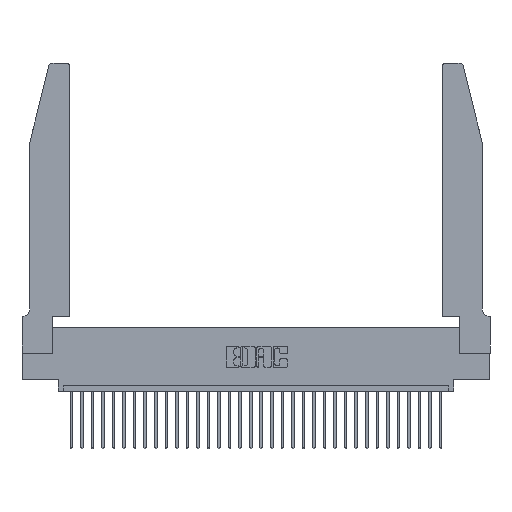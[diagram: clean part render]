
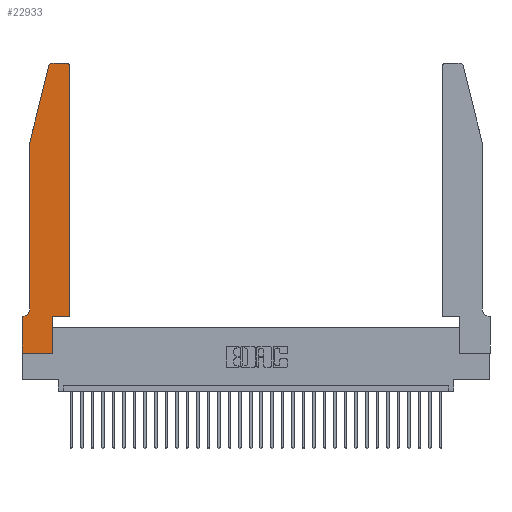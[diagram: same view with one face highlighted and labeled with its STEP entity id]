
A CAD part, top view. The second image highlights one B-rep face of the part: STEP entity #22933.
In plain terms, the highlighted planar face has unit normal (0, 0, 1).
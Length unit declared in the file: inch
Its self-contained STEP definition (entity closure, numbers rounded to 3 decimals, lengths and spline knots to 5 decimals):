
#247 = CARTESIAN_POINT ( 'NONE',  ( 0.25487, 2.72718, 0.37 ) ) ;
#813 = VERTEX_POINT ( 'NONE', #11630 ) ;
#1022 = DIRECTION ( 'NONE',  ( -1., 0., 0. ) ) ;
#1612 = DIRECTION ( 'NONE',  ( 1., 0., 0. ) ) ;
#1716 = CARTESIAN_POINT ( 'NONE',  ( 0., 0., 0.37 ) ) ;
#1896 = ORIENTED_EDGE ( 'NONE', *, *, #16164, .T. ) ;
#2788 = VERTEX_POINT ( 'NONE', #32743 ) ;
#2948 = VECTOR ( 'NONE', #31725, 39.37008 ) ;
#3244 = DIRECTION ( 'NONE',  ( -0.239, -0.971, 0. ) ) ;
#3307 = LINE ( 'NONE', #11109, #9778 ) ;
#3603 = EDGE_CURVE ( 'NONE', #9414, #8204, #23471, .T. ) ;
#4312 = CARTESIAN_POINT ( 'NONE',  ( 0.0755, 2., 0.37 ) ) ;
#4349 = ORIENTED_EDGE ( 'NONE', *, *, #16326, .T. ) ;
#4502 = DIRECTION ( 'NONE',  ( 0., -1., 0. ) ) ;
#4629 = VERTEX_POINT ( 'NONE', #17524 ) ;
#4782 = CARTESIAN_POINT ( 'NONE',  ( 0.2865, 0.35, 0.37 ) ) ;
#4895 = CIRCLE ( 'NONE', #32640, 0.07 ) ;
#4960 = VECTOR ( 'NONE', #4502, 39.37008 ) ;
#5139 = AXIS2_PLACEMENT_3D ( 'NONE', #29650, #14491, #22061 ) ;
#5267 = DIRECTION ( 'NONE',  ( -1., 0., 0. ) ) ;
#5740 = EDGE_CURVE ( 'NONE', #20432, #4629, #11386, .T. ) ;
#5796 = CARTESIAN_POINT ( 'NONE',  ( 0.4505, 0.35, 0.37 ) ) ;
#5928 = EDGE_CURVE ( 'NONE', #4629, #22895, #21998, .T. ) ;
#6036 = EDGE_CURVE ( 'NONE', #8026, #20615, #26780, .T. ) ;
#6486 = LINE ( 'NONE', #5796, #32219 ) ;
#7515 = LINE ( 'NONE', #26311, #13460 ) ;
#8026 = VERTEX_POINT ( 'NONE', #30211 ) ;
#8204 = VERTEX_POINT ( 'NONE', #24861 ) ;
#8311 = ORIENTED_EDGE ( 'NONE', *, *, #8505, .T. ) ;
#8505 = EDGE_CURVE ( 'NONE', #2788, #8026, #21051, .T. ) ;
#8775 = ORIENTED_EDGE ( 'NONE', *, *, #17757, .T. ) ;
#9414 = VERTEX_POINT ( 'NONE', #26164 ) ;
#9778 = VECTOR ( 'NONE', #16194, 39.37008 ) ;
#10113 = ORIENTED_EDGE ( 'NONE', *, *, #27204, .T. ) ;
#10485 = VECTOR ( 'NONE', #1022, 39.37008 ) ;
#10608 = EDGE_CURVE ( 'NONE', #19006, #813, #23055, .T. ) ;
#11109 = CARTESIAN_POINT ( 'NONE',  ( 0., 0., 0.37 ) ) ;
#11386 = LINE ( 'NONE', #19312, #2948 ) ;
#11630 = CARTESIAN_POINT ( 'NONE',  ( 0.0755, 0.42, 0.37 ) ) ;
#11792 = DIRECTION ( 'NONE',  ( 0., -1., 0. ) ) ;
#13460 = VECTOR ( 'NONE', #3244, 39.37008 ) ;
#13913 = ORIENTED_EDGE ( 'NONE', *, *, #10608, .T. ) ;
#14311 = CARTESIAN_POINT ( 'NONE',  ( 0.4205, 2.72, 0.37 ) ) ;
#14491 = DIRECTION ( 'NONE',  ( 0., 0., 1. ) ) ;
#14813 = CARTESIAN_POINT ( 'NONE',  ( 0.4505, 0.35, 0.37 ) ) ;
#15951 = CARTESIAN_POINT ( 'NONE',  ( 0.0055, 0.42, 0.37 ) ) ;
#16164 = EDGE_CURVE ( 'NONE', #26236, #28878, #32277, .T. ) ;
#16194 = DIRECTION ( 'NONE',  ( 1., 0., 0. ) ) ;
#16260 = CARTESIAN_POINT ( 'NONE',  ( 0.2605, 2.75, 0.37 ) ) ;
#16326 = EDGE_CURVE ( 'NONE', #813, #20432, #4895, .T. ) ;
#16816 = VECTOR ( 'NONE', #27501, 39.37008 ) ;
#17524 = CARTESIAN_POINT ( 'NONE',  ( 0., 0.35, 0.37 ) ) ;
#17757 = EDGE_CURVE ( 'NONE', #22895, #9414, #3307, .T. ) ;
#18390 = AXIS2_PLACEMENT_3D ( 'NONE', #19228, #25086, #20161 ) ;
#18816 = EDGE_CURVE ( 'NONE', #8204, #2788, #6486, .T. ) ;
#18886 = FACE_OUTER_BOUND ( 'NONE', #30455, .T. ) ;
#19006 = VERTEX_POINT ( 'NONE', #22183 ) ;
#19228 = CARTESIAN_POINT ( 'NONE',  ( 0.284, 2.72, 0.37 ) ) ;
#19312 = CARTESIAN_POINT ( 'NONE',  ( 0.0755, 0.35, 0.37 ) ) ;
#20161 = DIRECTION ( 'NONE',  ( 1., 0., 0. ) ) ;
#20366 = CARTESIAN_POINT ( 'NONE',  ( 0.284, 2.75, 0.37 ) ) ;
#20401 = DIRECTION ( 'NONE',  ( 0., 0., -1. ) ) ;
#20432 = VERTEX_POINT ( 'NONE', #23472 ) ;
#20615 = VERTEX_POINT ( 'NONE', #32575 ) ;
#20652 = AXIS2_PLACEMENT_3D ( 'NONE', #14311, #32000, #1612 ) ;
#21051 = LINE ( 'NONE', #14813, #26229 ) ;
#21305 = ORIENTED_EDGE ( 'NONE', *, *, #5740, .T. ) ;
#21967 = ORIENTED_EDGE ( 'NONE', *, *, #21974, .T. ) ;
#21974 = EDGE_CURVE ( 'NONE', #28878, #19006, #7515, .T. ) ;
#21998 = LINE ( 'NONE', #1716, #4960 ) ;
#22061 = DIRECTION ( 'NONE',  ( 1., 0., 0. ) ) ;
#22183 = CARTESIAN_POINT ( 'NONE',  ( 0.0755, 2., 0.37 ) ) ;
#22895 = VERTEX_POINT ( 'NONE', #24505 ) ;
#22933 = ADVANCED_FACE ( 'NONE', ( #18886 ), #27512, .T. ) ;
#23055 = LINE ( 'NONE', #4312, #26669 ) ;
#23471 = LINE ( 'NONE', #4782, #16816 ) ;
#23472 = CARTESIAN_POINT ( 'NONE',  ( 0.0055, 0.35, 0.37 ) ) ;
#23667 = ORIENTED_EDGE ( 'NONE', *, *, #6036, .T. ) ;
#24279 = ORIENTED_EDGE ( 'NONE', *, *, #18816, .T. ) ;
#24505 = CARTESIAN_POINT ( 'NONE',  ( 0., 0., 0.37 ) ) ;
#24861 = CARTESIAN_POINT ( 'NONE',  ( 0.2865, 0.35, 0.37 ) ) ;
#25086 = DIRECTION ( 'NONE',  ( 0., 0., 1. ) ) ;
#26164 = CARTESIAN_POINT ( 'NONE',  ( 0.2865, 0., 0.37 ) ) ;
#26229 = VECTOR ( 'NONE', #32504, 39.37008 ) ;
#26236 = VERTEX_POINT ( 'NONE', #20366 ) ;
#26311 = CARTESIAN_POINT ( 'NONE',  ( 0.0755, 2., 0.37 ) ) ;
#26532 = DIRECTION ( 'NONE',  ( 1., 0., 0. ) ) ;
#26669 = VECTOR ( 'NONE', #11792, 39.37008 ) ;
#26780 = CIRCLE ( 'NONE', #20652, 0.03 ) ;
#27204 = EDGE_CURVE ( 'NONE', #20615, #26236, #28223, .T. ) ;
#27205 = ORIENTED_EDGE ( 'NONE', *, *, #5928, .T. ) ;
#27501 = DIRECTION ( 'NONE',  ( 0., 1., 0. ) ) ;
#27512 = PLANE ( 'NONE',  #5139 ) ;
#28223 = LINE ( 'NONE', #16260, #10485 ) ;
#28878 = VERTEX_POINT ( 'NONE', #247 ) ;
#29150 = ORIENTED_EDGE ( 'NONE', *, *, #3603, .T. ) ;
#29650 = CARTESIAN_POINT ( 'NONE',  ( 0., 0.35, 0.37 ) ) ;
#30211 = CARTESIAN_POINT ( 'NONE',  ( 0.4505, 2.72, 0.37 ) ) ;
#30455 = EDGE_LOOP ( 'NONE', ( #10113, #1896, #21967, #13913, #4349, #21305, #27205, #8775, #29150, #24279, #8311, #23667 ) ) ;
#31725 = DIRECTION ( 'NONE',  ( -1., 0., 0. ) ) ;
#32000 = DIRECTION ( 'NONE',  ( 0., 0., 1. ) ) ;
#32219 = VECTOR ( 'NONE', #26532, 39.37008 ) ;
#32277 = CIRCLE ( 'NONE', #18390, 0.03 ) ;
#32504 = DIRECTION ( 'NONE',  ( 0., 1., 0. ) ) ;
#32575 = CARTESIAN_POINT ( 'NONE',  ( 0.4205, 2.75, 0.37 ) ) ;
#32640 = AXIS2_PLACEMENT_3D ( 'NONE', #15951, #20401, #5267 ) ;
#32743 = CARTESIAN_POINT ( 'NONE',  ( 0.4505, 0.35, 0.37 ) ) ;
